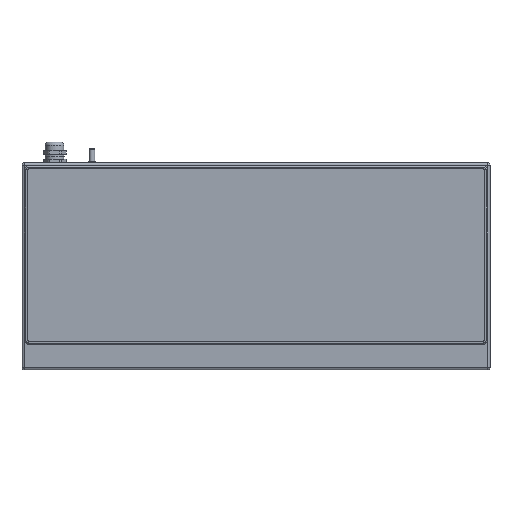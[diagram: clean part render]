
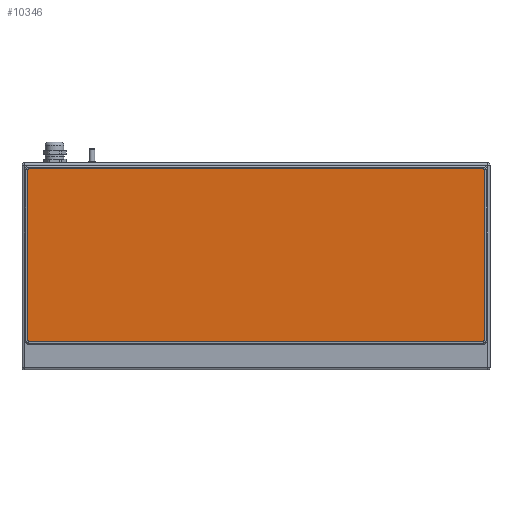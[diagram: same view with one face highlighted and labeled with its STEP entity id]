
A CAD part, top view. The second image highlights one B-rep face of the part: STEP entity #10346.
In plain terms, the highlighted planar face has unit normal (0, -0.052, 0.999).
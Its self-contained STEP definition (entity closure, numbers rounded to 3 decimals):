
#1323=DIRECTION('',(0.,0.999,0.052));
#1324=VECTOR('',#1323,179.73);
#1325=CARTESIAN_POINT('',(245.136,-86.197,-1.513));
#1326=LINE('',#1325,#1324);
#1335=DIRECTION('',(1.,0.,0.));
#1336=VECTOR('',#1335,484.53);
#1337=CARTESIAN_POINT('',(-242.265,-89.063,-1.663));
#1338=LINE('',#1337,#1336);
#1347=DIRECTION('',(0.,-0.999,-0.052));
#1348=VECTOR('',#1347,179.73);
#1349=CARTESIAN_POINT('',(-245.135,93.287,7.893));
#1350=LINE('',#1349,#1348);
#1359=DIRECTION('',(-1.,0.,0.));
#1360=VECTOR('',#1359,484.53);
#1361=CARTESIAN_POINT('',(242.266,96.153,8.043));
#1362=LINE('',#1361,#1360);
#1363=CARTESIAN_POINT('',(-242.265,93.287,7.893));
#1364=DIRECTION('',(0.,0.052,-0.999));
#1365=DIRECTION('',(-1.,0.,0.));
#1366=AXIS2_PLACEMENT_3D('',#1363,#1364,#1365);
#1368=CARTESIAN_POINT('',(242.266,93.287,7.893));
#1369=DIRECTION('',(0.,0.052,-0.999));
#1370=DIRECTION('',(0.,0.999,0.052));
#1371=AXIS2_PLACEMENT_3D('',#1368,#1369,#1370);
#1373=CARTESIAN_POINT('',(242.266,-86.197,-1.513));
#1374=DIRECTION('',(0.,0.052,-0.999));
#1375=DIRECTION('',(1.,0.,0.));
#1376=AXIS2_PLACEMENT_3D('',#1373,#1374,#1375);
#1378=CARTESIAN_POINT('',(-242.265,-86.197,-1.513));
#1379=DIRECTION('',(0.,0.052,-0.999));
#1380=DIRECTION('',(0.,-0.999,-0.052));
#1381=AXIS2_PLACEMENT_3D('',#1378,#1379,#1380);
#6847=CARTESIAN_POINT('',(242.266,96.153,8.043));
#6848=CARTESIAN_POINT('',(245.136,93.287,7.893));
#6849=VERTEX_POINT('',#6847);
#6850=VERTEX_POINT('',#6848);
#6851=CARTESIAN_POINT('',(-245.135,93.287,7.893));
#6852=CARTESIAN_POINT('',(-245.135,-86.197,-1.513));
#6853=VERTEX_POINT('',#6851);
#6854=VERTEX_POINT('',#6852);
#6855=CARTESIAN_POINT('',(-242.265,96.153,8.043));
#6856=VERTEX_POINT('',#6855);
#6857=CARTESIAN_POINT('',(245.136,-86.197,-1.513));
#6858=VERTEX_POINT('',#6857);
#6859=CARTESIAN_POINT('',(242.266,-89.063,-1.663));
#6860=VERTEX_POINT('',#6859);
#6861=CARTESIAN_POINT('',(-242.265,-89.063,-1.663));
#6862=VERTEX_POINT('',#6861);
#10331=CARTESIAN_POINT('',(0.,3.545,
3.19));
#10332=DIRECTION('',(0.,-0.052,0.999));
#10333=DIRECTION('',(1.,0.,0.));
#10334=AXIS2_PLACEMENT_3D('',#10331,#10332,#10333);
#10335=PLANE('',#10334);
#10336=ORIENTED_EDGE('',*,*,#10312,.T.);
#10337=ORIENTED_EDGE('',*,*,#10325,.F.);
#10338=ORIENTED_EDGE('',*,*,#10227,.T.);
#10339=ORIENTED_EDGE('',*,*,#10242,.F.);
#10340=ORIENTED_EDGE('',*,*,#10256,.T.);
#10341=ORIENTED_EDGE('',*,*,#10270,.F.);
#10342=ORIENTED_EDGE('',*,*,#10284,.T.);
#10343=ORIENTED_EDGE('',*,*,#10298,.F.);
#10344=EDGE_LOOP('',(#10336,#10337,#10338,#10339,#10340,#10341,#10342,#10343));
#10345=FACE_OUTER_BOUND('',#10344,.F.);
#10346=ADVANCED_FACE('',(#10345),#10335,.T.);
#1367=CIRCLE('',#1366,2.87);
#1372=CIRCLE('',#1371,2.87);
#1377=CIRCLE('',#1376,2.87);
#1382=CIRCLE('',#1381,2.87);
#10227=EDGE_CURVE('',#6849,#6850,#1372,.T.);
#10242=EDGE_CURVE('',#6858,#6850,#1326,.T.);
#10256=EDGE_CURVE('',#6858,#6860,#1377,.T.);
#10270=EDGE_CURVE('',#6862,#6860,#1338,.T.);
#10284=EDGE_CURVE('',#6862,#6854,#1382,.T.);
#10298=EDGE_CURVE('',#6853,#6854,#1350,.T.);
#10312=EDGE_CURVE('',#6853,#6856,#1367,.T.);
#10325=EDGE_CURVE('',#6849,#6856,#1362,.T.);
